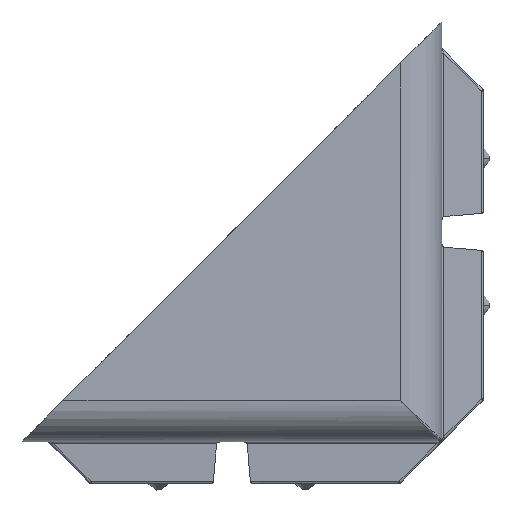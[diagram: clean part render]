
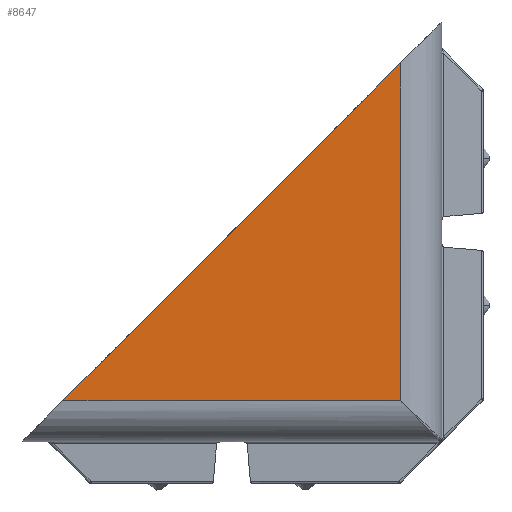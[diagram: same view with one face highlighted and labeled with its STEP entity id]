
A CAD part, left-side view. The second image highlights one B-rep face of the part: STEP entity #8647.
In plain terms, the highlighted face is planar.
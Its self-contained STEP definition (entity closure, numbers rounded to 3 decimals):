
#7 = ORIENTED_EDGE ( 'NONE', *, *, #9875, .T. ) ;
#246 = CARTESIAN_POINT ( 'NONE',  ( -3.901, 0.022, -19.109 ) ) ;
#578 = CARTESIAN_POINT ( 'NONE',  ( 0., 40., -20. ) ) ;
#742 = CARTESIAN_POINT ( 'NONE',  ( -3.901, 36.099, -20. ) ) ;
#1237 = DIRECTION ( 'NONE',  ( 0., 1., -0.025 ) ) ;
#2561 = PLANE ( 'NONE',  #10163 ) ;
#2571 = LINE ( 'NONE', #246, #2880 ) ;
#2880 = VECTOR ( 'NONE', #1237, 1000. ) ;
#3299 = LINE ( 'NONE', #10451, #8571 ) ;
#3503 = DIRECTION ( 'NONE',  ( -0.707, -0.707, 0. ) ) ;
#3990 = VERTEX_POINT ( 'NONE', #8016 ) ;
#5309 = ORIENTED_EDGE ( 'NONE', *, *, #5760, .F. ) ;
#5558 = DIRECTION ( 'NONE',  ( 0., 1., -0.025 ) ) ;
#5593 = VERTEX_POINT ( 'NONE', #10741 ) ;
#5760 = EDGE_CURVE ( 'NONE', #5593, #12640, #2571, .T. ) ;
#6178 = DIRECTION ( 'NONE',  ( -1., 0., -0.025 ) ) ;
#6655 = LINE ( 'NONE', #7101, #11318 ) ;
#7101 = CARTESIAN_POINT ( 'NONE',  ( -0.022, 3.901, -19.109 ) ) ;
#7789 = EDGE_LOOP ( 'NONE', ( #10038, #5309, #7 ) ) ;
#8016 = CARTESIAN_POINT ( 'NONE',  ( -36.099, 3.901, -20. ) ) ;
#8571 = VECTOR ( 'NONE', #3503, 1000. ) ;
#8647 = ADVANCED_FACE ( 'NONE', ( #11967 ), #2561, .T. ) ;
#9875 = EDGE_CURVE ( 'NONE', #5593, #3990, #6655, .T. ) ;
#10038 = ORIENTED_EDGE ( 'NONE', *, *, #11185, .F. ) ;
#10163 = AXIS2_PLACEMENT_3D ( 'NONE', #578, #11522, #5558 ) ;
#10451 = CARTESIAN_POINT ( 'NONE',  ( 0., 40., -20. ) ) ;
#10741 = CARTESIAN_POINT ( 'NONE',  ( -3.901, 3.901, -19.205 ) ) ;
#11185 = EDGE_CURVE ( 'NONE', #12640, #3990, #3299, .T. ) ;
#11318 = VECTOR ( 'NONE', #6178, 1000. ) ;
#11522 = DIRECTION ( 'NONE',  ( 0.025, -0.025, -0.999 ) ) ;
#11967 = FACE_OUTER_BOUND ( 'NONE', #7789, .T. ) ;
#12640 = VERTEX_POINT ( 'NONE', #742 ) ;
